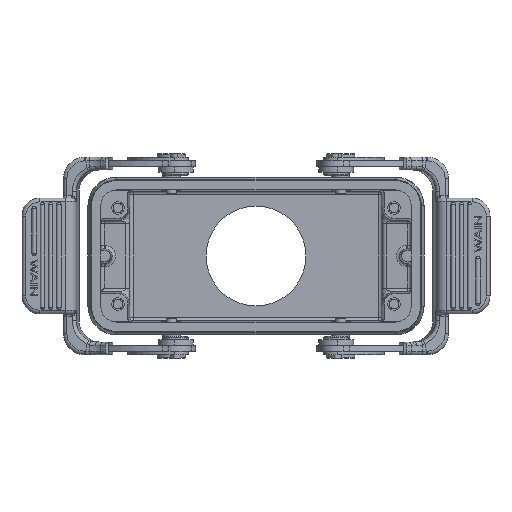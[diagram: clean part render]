
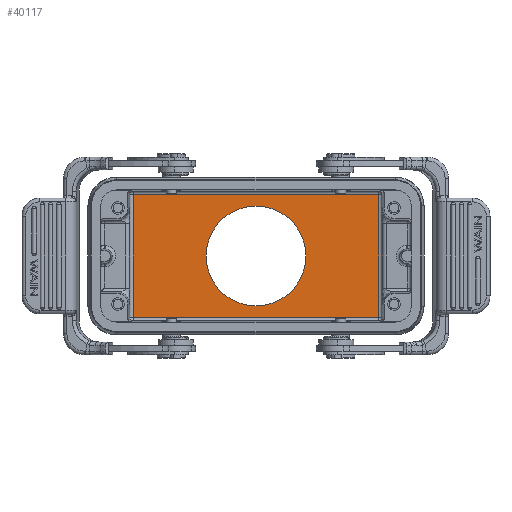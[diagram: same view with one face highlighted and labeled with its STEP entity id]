
A CAD part, front view. The second image highlights one B-rep face of the part: STEP entity #40117.
In plain terms, the highlighted planar face has unit normal (0, -1, 0).
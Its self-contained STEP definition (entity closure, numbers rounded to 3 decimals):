
#9308=CARTESIAN_POINT('',(0.,43.,0.));
#9309=DIRECTION('',(0.,-1.,0.));
#9310=DIRECTION('',(-1.,0.,0.));
#9311=AXIS2_PLACEMENT_3D('',#9308,#9309,#9310);
#9313=CARTESIAN_POINT('',(0.,43.,0.));
#9314=DIRECTION('',(0.,-1.,0.));
#9315=DIRECTION('',(1.,0.,0.));
#9316=AXIS2_PLACEMENT_3D('',#9313,#9314,#9315);
#9322=DIRECTION('',(-1.,0.,0.));
#9323=VECTOR('',#9322,68.89);
#9324=CARTESIAN_POINT('',(34.445,43.,17.222));
#9325=LINE('',#9324,#9323);
#10011=DIRECTION('',(0.,0.,-1.));
#10012=VECTOR('',#10011,34.445);
#10013=CARTESIAN_POINT('',(-34.445,43.,17.222));
#10014=LINE('',#10013,#10012);
#10034=DIRECTION('',(1.,0.,0.));
#10035=VECTOR('',#10034,68.89);
#10036=CARTESIAN_POINT('',(-34.445,43.,-17.222));
#10037=LINE('',#10036,#10035);
#10061=DIRECTION('',(0.,0.,1.));
#10062=VECTOR('',#10061,34.445);
#10063=CARTESIAN_POINT('',(34.445,43.,-17.222));
#10064=LINE('',#10063,#10062);
#20244=CARTESIAN_POINT('',(34.445,43.,17.222));
#20245=CARTESIAN_POINT('',(-34.445,43.,17.222));
#20246=VERTEX_POINT('',#20244);
#20247=VERTEX_POINT('',#20245);
#20248=CARTESIAN_POINT('',(34.445,43.,-17.222));
#20249=VERTEX_POINT('',#20248);
#20250=CARTESIAN_POINT('',(-34.445,43.,-17.222));
#20251=VERTEX_POINT('',#20250);
#24871=CARTESIAN_POINT('',(14.,43.,0.));
#24872=VERTEX_POINT('',#24871);
#24873=CARTESIAN_POINT('',(-14.,43.,0.));
#24874=VERTEX_POINT('',#24873);
#40098=CARTESIAN_POINT('',(45.5,43.,-21.5));
#40099=DIRECTION('',(0.,1.,0.));
#40100=DIRECTION('',(1.,0.,0.));
#40101=AXIS2_PLACEMENT_3D('',#40098,#40099,#40100);
#40102=PLANE('',#40101);
#40104=ORIENTED_EDGE('',*,*,#40103,.F.);
#40106=ORIENTED_EDGE('',*,*,#40105,.F.);
#40108=ORIENTED_EDGE('',*,*,#40107,.F.);
#40110=ORIENTED_EDGE('',*,*,#40109,.F.);
#40111=EDGE_LOOP('',(#40104,#40106,#40108,#40110));
#40112=FACE_OUTER_BOUND('',#40111,.F.);
#40113=ORIENTED_EDGE('',*,*,#40078,.T.);
#40114=ORIENTED_EDGE('',*,*,#40092,.T.);
#40115=EDGE_LOOP('',(#40113,#40114));
#40116=FACE_BOUND('',#40115,.F.);
#40117=ADVANCED_FACE('',(#40112,#40116),#40102,.F.);
#9312=CIRCLE('',#9311,14.);
#9317=CIRCLE('',#9316,14.);
#40078=EDGE_CURVE('',#24874,#24872,#9312,.T.);
#40092=EDGE_CURVE('',#24872,#24874,#9317,.T.);
#40103=EDGE_CURVE('',#20246,#20247,#9325,.T.);
#40105=EDGE_CURVE('',#20249,#20246,#10064,.T.);
#40107=EDGE_CURVE('',#20251,#20249,#10037,.T.);
#40109=EDGE_CURVE('',#20247,#20251,#10014,.T.);
